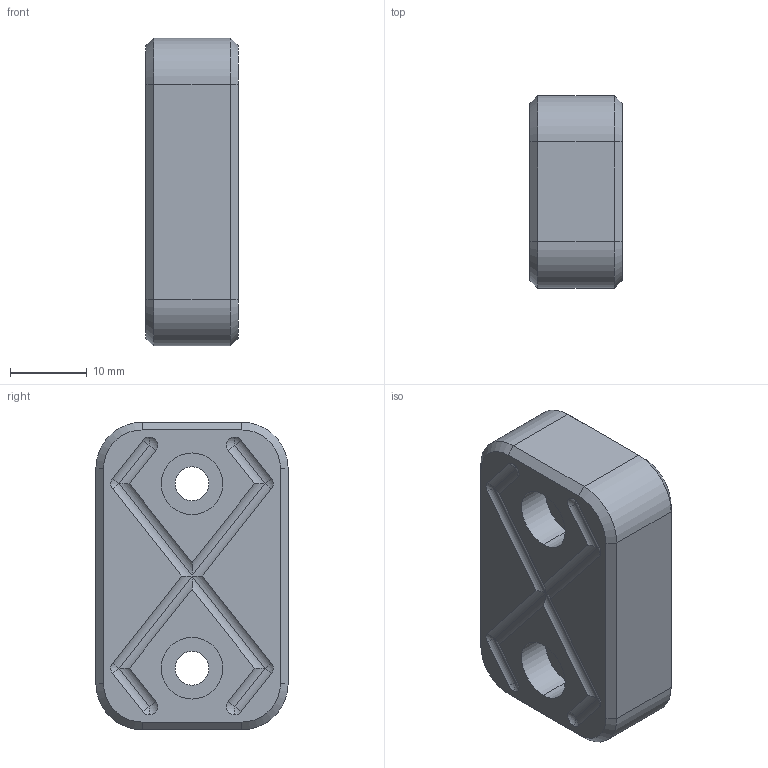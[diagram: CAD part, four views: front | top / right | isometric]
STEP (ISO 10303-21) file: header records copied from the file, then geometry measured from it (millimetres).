
FILE_DESCRIPTION(('STEP AP214'),'1');
FILE_NAME('cctmp_D1E55C71-CF66-4AEE-BA7A-2B4B098DD5E9_2023_08_28_17_20_35_0410_18220..stp','2023-08-28T15:20:35',('HASCO Hasenclever GmbH & Co. KG'),('CADClick - www.CADClick.com'),'Spatial InterOp 3D',' ','unknown authorization');
FILE_SCHEMA(('AUTOMOTIVE_DESIGN'));
Length unit declared in the file: millimetre
Products named in the file (1): Z557/25x40x12
Bounding box: 12 x 25 x 40 mm (x, y, z)
Volume: 10780 mm3; surface area: 3623.7 mm2
Topology: 1 solids, 1 shells, 64 faces, 144 edges, 85 vertices
Faces by surface type: cylinder 28, plane 16, sphere 12, cone 8
Entity records: 2320 total; most frequent: DIRECTION 346, CARTESIAN_POINT 294, ORIENTED_EDGE 288, EDGE_CURVE 144, AXIS2_PLACEMENT_3D 137, VERTEX_POINT 85, LINE 72, VECTOR 72
